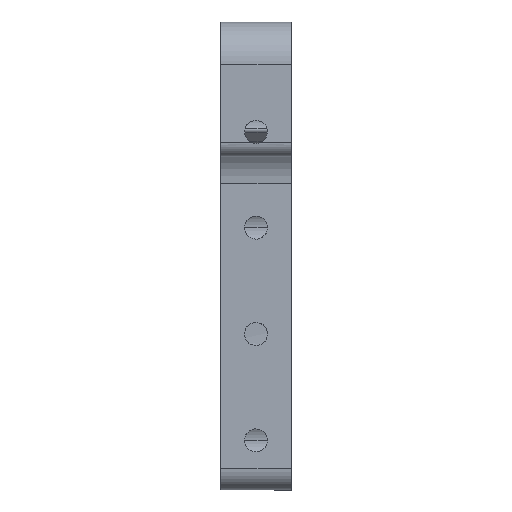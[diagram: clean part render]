
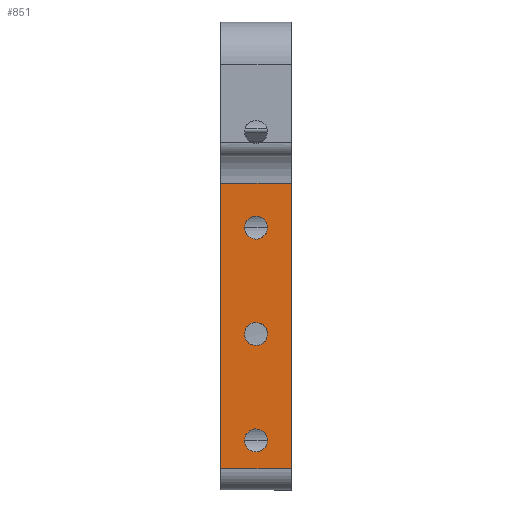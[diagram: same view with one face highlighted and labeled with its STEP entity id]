
A CAD part, left-side view. The second image highlights one B-rep face of the part: STEP entity #851.
In plain terms, the highlighted planar face has unit normal (-1, 0, 0).
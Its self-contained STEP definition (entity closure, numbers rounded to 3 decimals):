
#80=FACE_BOUND('',#2567,.T.);
#81=FACE_BOUND('',#2568,.T.);
#82=FACE_BOUND('',#2569,.T.);
#851=ADVANCED_FACE('',(#1676,#80,#81,#82),#14224,.T.);
#1676=FACE_OUTER_BOUND('',#2566,.T.);
#2566=EDGE_LOOP('',(#6908,#6909,#6910,#6911));
#2567=EDGE_LOOP('',(#6912,#6913,#6914,#6915));
#2568=EDGE_LOOP('',(#6916,#6917,#6918,#6919));
#2569=EDGE_LOOP('',(#6920,#6921,#6922,#6923));
#6908=ORIENTED_EDGE('',*,*,#9443,.F.);
#6909=ORIENTED_EDGE('',*,*,#9376,.F.);
#6910=ORIENTED_EDGE('',*,*,#9446,.T.);
#6911=ORIENTED_EDGE('',*,*,#9447,.T.);
#6912=ORIENTED_EDGE('',*,*,#9391,.T.);
#6913=ORIENTED_EDGE('',*,*,#9603,.T.);
#6914=ORIENTED_EDGE('',*,*,#9390,.T.);
#6915=ORIENTED_EDGE('',*,*,#9389,.T.);
#6916=ORIENTED_EDGE('',*,*,#9416,.T.);
#6917=ORIENTED_EDGE('',*,*,#9415,.T.);
#6918=ORIENTED_EDGE('',*,*,#9414,.T.);
#6919=ORIENTED_EDGE('',*,*,#9605,.T.);
#6920=ORIENTED_EDGE('',*,*,#9422,.T.);
#6921=ORIENTED_EDGE('',*,*,#9421,.T.);
#6922=ORIENTED_EDGE('',*,*,#9420,.T.);
#6923=ORIENTED_EDGE('',*,*,#9607,.T.);
#9376=EDGE_CURVE('',#13389,#13346,#11837,.T.);
#9389=EDGE_CURVE('',#13400,#13401,#10235,.T.);
#9390=EDGE_CURVE('',#13402,#13400,#10236,.T.);
#9391=EDGE_CURVE('',#13401,#13506,#10237,.T.);
#9414=EDGE_CURVE('',#13413,#13507,#10250,.T.);
#9415=EDGE_CURVE('',#13415,#13413,#10251,.T.);
#9416=EDGE_CURVE('',#13414,#13415,#10252,.T.);
#9420=EDGE_CURVE('',#13419,#13508,#10253,.T.);
#9421=EDGE_CURVE('',#13421,#13419,#10254,.T.);
#9422=EDGE_CURVE('',#13420,#13421,#10255,.T.);
#9443=EDGE_CURVE('',#13346,#13439,#11864,.T.);
#9446=EDGE_CURVE('',#13389,#13441,#11866,.T.);
#9447=EDGE_CURVE('',#13441,#13439,#11867,.T.);
#9603=EDGE_CURVE('',#13506,#13402,#10338,.T.);
#9605=EDGE_CURVE('',#13507,#13414,#10339,.T.);
#9607=EDGE_CURVE('',#13508,#13420,#10340,.T.);
#10235=(
BOUNDED_CURVE()
B_SPLINE_CURVE(2,(#24139,#24140,#24141),.UNSPECIFIED.,.F.,.F.)
B_SPLINE_CURVE_WITH_KNOTS((3,3),(-2.546,0.),.UNSPECIFIED.)
CURVE()
GEOMETRIC_REPRESENTATION_ITEM()
RATIONAL_B_SPLINE_CURVE((1.,0.707,1.))
REPRESENTATION_ITEM('')
);
#10236=(
BOUNDED_CURVE()
B_SPLINE_CURVE(2,(#24142,#24143,#24144),.UNSPECIFIED.,.F.,.F.)
B_SPLINE_CURVE_WITH_KNOTS((3,3),(-5.093,-2.546),
 .UNSPECIFIED.)
CURVE()
GEOMETRIC_REPRESENTATION_ITEM()
RATIONAL_B_SPLINE_CURVE((1.,0.707,1.))
REPRESENTATION_ITEM('')
);
#10237=(
BOUNDED_CURVE()
B_SPLINE_CURVE(2,(#24145,#24146,#24147),.UNSPECIFIED.,.F.,.F.)
B_SPLINE_CURVE_WITH_KNOTS((3,3),(-5.093,-2.546),
 .UNSPECIFIED.)
CURVE()
GEOMETRIC_REPRESENTATION_ITEM()
RATIONAL_B_SPLINE_CURVE((1.,0.707,1.))
REPRESENTATION_ITEM('')
);
#10250=(
BOUNDED_CURVE()
B_SPLINE_CURVE(2,(#24306,#24307,#24308),.UNSPECIFIED.,.F.,.F.)
B_SPLINE_CURVE_WITH_KNOTS((3,3),(-5.093,-2.546),
 .UNSPECIFIED.)
CURVE()
GEOMETRIC_REPRESENTATION_ITEM()
RATIONAL_B_SPLINE_CURVE((1.,0.707,1.))
REPRESENTATION_ITEM('')
);
#10251=(
BOUNDED_CURVE()
B_SPLINE_CURVE(2,(#24309,#24310,#24311),.UNSPECIFIED.,.F.,.F.)
B_SPLINE_CURVE_WITH_KNOTS((3,3),(-2.546,0.),.UNSPECIFIED.)
CURVE()
GEOMETRIC_REPRESENTATION_ITEM()
RATIONAL_B_SPLINE_CURVE((1.,0.707,1.))
REPRESENTATION_ITEM('')
);
#10252=(
BOUNDED_CURVE()
B_SPLINE_CURVE(2,(#24312,#24313,#24314),.UNSPECIFIED.,.F.,.F.)
B_SPLINE_CURVE_WITH_KNOTS((3,3),(-5.093,-2.546),
 .UNSPECIFIED.)
CURVE()
GEOMETRIC_REPRESENTATION_ITEM()
RATIONAL_B_SPLINE_CURVE((1.,0.707,1.))
REPRESENTATION_ITEM('')
);
#10253=(
BOUNDED_CURVE()
B_SPLINE_CURVE(2,(#24370,#24371,#24372),.UNSPECIFIED.,.F.,.F.)
B_SPLINE_CURVE_WITH_KNOTS((3,3),(-5.093,-2.546),
 .UNSPECIFIED.)
CURVE()
GEOMETRIC_REPRESENTATION_ITEM()
RATIONAL_B_SPLINE_CURVE((1.,0.707,1.))
REPRESENTATION_ITEM('')
);
#10254=(
BOUNDED_CURVE()
B_SPLINE_CURVE(2,(#24373,#24374,#24375),.UNSPECIFIED.,.F.,.F.)
B_SPLINE_CURVE_WITH_KNOTS((3,3),(-2.546,0.),.UNSPECIFIED.)
CURVE()
GEOMETRIC_REPRESENTATION_ITEM()
RATIONAL_B_SPLINE_CURVE((1.,0.707,1.))
REPRESENTATION_ITEM('')
);
#10255=(
BOUNDED_CURVE()
B_SPLINE_CURVE(2,(#24376,#24377,#24378),.UNSPECIFIED.,.F.,.F.)
B_SPLINE_CURVE_WITH_KNOTS((3,3),(-5.093,-2.546),
 .UNSPECIFIED.)
CURVE()
GEOMETRIC_REPRESENTATION_ITEM()
RATIONAL_B_SPLINE_CURVE((1.,0.707,1.))
REPRESENTATION_ITEM('')
);
#10338=(
BOUNDED_CURVE()
B_SPLINE_CURVE(2,(#25198,#25199,#25200),.UNSPECIFIED.,.F.,.F.)
B_SPLINE_CURVE_WITH_KNOTS((3,3),(-2.546,0.),.UNSPECIFIED.)
CURVE()
GEOMETRIC_REPRESENTATION_ITEM()
RATIONAL_B_SPLINE_CURVE((1.,0.707,1.))
REPRESENTATION_ITEM('')
);
#10339=(
BOUNDED_CURVE()
B_SPLINE_CURVE(2,(#25203,#25204,#25205),.UNSPECIFIED.,.F.,.F.)
B_SPLINE_CURVE_WITH_KNOTS((3,3),(-2.546,0.),.UNSPECIFIED.)
CURVE()
GEOMETRIC_REPRESENTATION_ITEM()
RATIONAL_B_SPLINE_CURVE((1.,0.707,1.))
REPRESENTATION_ITEM('')
);
#10340=(
BOUNDED_CURVE()
B_SPLINE_CURVE(2,(#25208,#25209,#25210),.UNSPECIFIED.,.F.,.F.)
B_SPLINE_CURVE_WITH_KNOTS((3,3),(-2.546,0.),.UNSPECIFIED.)
CURVE()
GEOMETRIC_REPRESENTATION_ITEM()
RATIONAL_B_SPLINE_CURVE((1.,0.707,1.))
REPRESENTATION_ITEM('')
);
#11837=B_SPLINE_CURVE_WITH_KNOTS('',1,(#24101,#24102),.UNSPECIFIED.,.F.,
 .F.,(2,2),(0.,40.285),.UNSPECIFIED.);
#11864=B_SPLINE_CURVE_WITH_KNOTS('',1,(#24665,#24666),.UNSPECIFIED.,.F.,
 .F.,(2,2),(0.,10.),.UNSPECIFIED.);
#11866=B_SPLINE_CURVE_WITH_KNOTS('',1,(#24672,#24673),.UNSPECIFIED.,.F.,
 .F.,(2,2),(0.,10.),.UNSPECIFIED.);
#11867=B_SPLINE_CURVE_WITH_KNOTS('',1,(#24674,#24675),.UNSPECIFIED.,.F.,
 .F.,(2,2),(0.,40.285),.UNSPECIFIED.);
#13346=VERTEX_POINT('',#18756);
#13389=VERTEX_POINT('',#18799);
#13400=VERTEX_POINT('',#18810);
#13401=VERTEX_POINT('',#18811);
#13402=VERTEX_POINT('',#18812);
#13413=VERTEX_POINT('',#18823);
#13414=VERTEX_POINT('',#18824);
#13415=VERTEX_POINT('',#18825);
#13419=VERTEX_POINT('',#18829);
#13420=VERTEX_POINT('',#18830);
#13421=VERTEX_POINT('',#18831);
#13439=VERTEX_POINT('',#18849);
#13441=VERTEX_POINT('',#18851);
#13506=VERTEX_POINT('',#18916);
#13507=VERTEX_POINT('',#18917);
#13508=VERTEX_POINT('',#18918);
#14224=PLANE('',#15024);
#15024=AXIS2_PLACEMENT_3D('',#17310,#15747,$);
#15747=DIRECTION('',(-1.,0.,0.));
#17310=CARTESIAN_POINT('',(-22.,6.122,47.434));
#18756=CARTESIAN_POINT('',(-22.,-4.998,3.));
#18799=CARTESIAN_POINT('',(-22.,-4.998,43.285));
#18810=CARTESIAN_POINT('',(-22.,0.002,20.379));
#18811=CARTESIAN_POINT('',(-22.,1.623,22.));
#18812=CARTESIAN_POINT('',(-22.,-1.619,22.));
#18823=CARTESIAN_POINT('',(-22.,-1.619,37.));
#18824=CARTESIAN_POINT('',(-22.,1.623,37.));
#18825=CARTESIAN_POINT('',(-22.,0.002,38.621));
#18829=CARTESIAN_POINT('',(-22.,-1.619,7.));
#18830=CARTESIAN_POINT('',(-22.,1.623,7.));
#18831=CARTESIAN_POINT('',(-22.,0.002,8.621));
#18849=CARTESIAN_POINT('',(-22.,5.002,3.));
#18851=CARTESIAN_POINT('',(-22.,5.002,43.285));
#18916=CARTESIAN_POINT('',(-22.,0.002,23.621));
#18917=CARTESIAN_POINT('',(-22.,0.002,35.379));
#18918=CARTESIAN_POINT('',(-22.,0.002,5.379));
#24101=CARTESIAN_POINT('',(-22.,-4.998,43.285));
#24102=CARTESIAN_POINT('',(-22.,-4.998,3.));
#24139=CARTESIAN_POINT('',(-22.,0.002,20.379));
#24140=CARTESIAN_POINT('',(-22.,1.623,20.379));
#24141=CARTESIAN_POINT('',(-22.,1.623,22.));
#24142=CARTESIAN_POINT('',(-22.,-1.619,22.));
#24143=CARTESIAN_POINT('',(-22.,-1.619,20.379));
#24144=CARTESIAN_POINT('',(-22.,0.002,20.379));
#24145=CARTESIAN_POINT('',(-22.,1.623,22.));
#24146=CARTESIAN_POINT('',(-22.,1.623,23.621));
#24147=CARTESIAN_POINT('',(-22.,0.002,23.621));
#24306=CARTESIAN_POINT('',(-22.,-1.619,37.));
#24307=CARTESIAN_POINT('',(-22.,-1.619,35.379));
#24308=CARTESIAN_POINT('',(-22.,0.002,35.379));
#24309=CARTESIAN_POINT('',(-22.,0.002,38.621));
#24310=CARTESIAN_POINT('',(-22.,-1.619,38.621));
#24311=CARTESIAN_POINT('',(-22.,-1.619,37.));
#24312=CARTESIAN_POINT('',(-22.,1.623,37.));
#24313=CARTESIAN_POINT('',(-22.,1.623,38.621));
#24314=CARTESIAN_POINT('',(-22.,0.002,38.621));
#24370=CARTESIAN_POINT('',(-22.,-1.619,7.));
#24371=CARTESIAN_POINT('',(-22.,-1.619,5.379));
#24372=CARTESIAN_POINT('',(-22.,0.002,5.379));
#24373=CARTESIAN_POINT('',(-22.,0.002,8.621));
#24374=CARTESIAN_POINT('',(-22.,-1.619,8.621));
#24375=CARTESIAN_POINT('',(-22.,-1.619,7.));
#24376=CARTESIAN_POINT('',(-22.,1.623,7.));
#24377=CARTESIAN_POINT('',(-22.,1.623,8.621));
#24378=CARTESIAN_POINT('',(-22.,0.002,8.621));
#24665=CARTESIAN_POINT('',(-22.,-4.998,3.));
#24666=CARTESIAN_POINT('',(-22.,5.002,3.));
#24672=CARTESIAN_POINT('',(-22.,-4.998,43.285));
#24673=CARTESIAN_POINT('',(-22.,5.002,43.285));
#24674=CARTESIAN_POINT('',(-22.,5.002,43.285));
#24675=CARTESIAN_POINT('',(-22.,5.002,3.));
#25198=CARTESIAN_POINT('',(-22.,0.002,23.621));
#25199=CARTESIAN_POINT('',(-22.,-1.619,23.621));
#25200=CARTESIAN_POINT('',(-22.,-1.619,22.));
#25203=CARTESIAN_POINT('',(-22.,0.002,35.379));
#25204=CARTESIAN_POINT('',(-22.,1.623,35.379));
#25205=CARTESIAN_POINT('',(-22.,1.623,37.));
#25208=CARTESIAN_POINT('',(-22.,0.002,5.379));
#25209=CARTESIAN_POINT('',(-22.,1.623,5.379));
#25210=CARTESIAN_POINT('',(-22.,1.623,7.));
